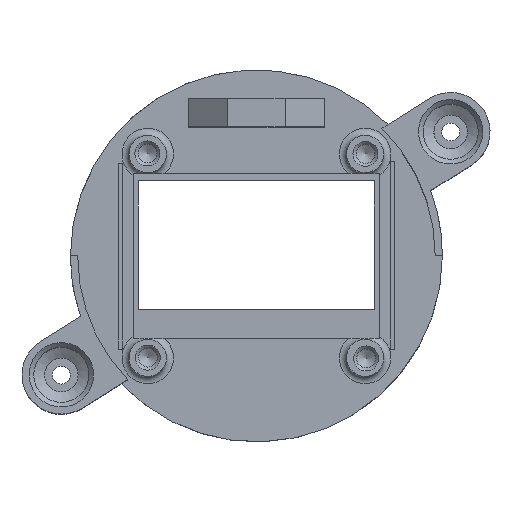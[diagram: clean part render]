
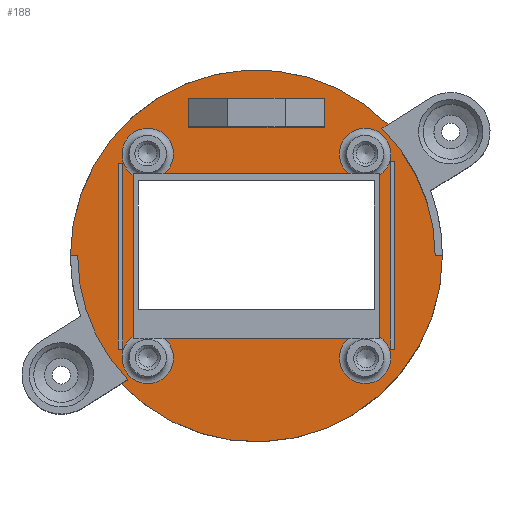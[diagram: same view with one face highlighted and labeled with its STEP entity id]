
A CAD part, top view. The second image highlights one B-rep face of the part: STEP entity #188.
In plain terms, the highlighted planar face has unit normal (0, 0, 1).
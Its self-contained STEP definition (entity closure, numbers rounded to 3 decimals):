
#188=ADVANCED_FACE('',(#898,#900,#902,#904,#906),#908,.T.);
#898=FACE_BOUND('',#899,.T.);
#899=EDGE_LOOP('',(#1486,#1487,#1488,#1489,#1490,#1491,#1492,#1493));
#900=FACE_BOUND('',#901,.T.);
#901=EDGE_LOOP('',(#1494,#1495,#1496,#1497,#1498,#1499,#1500,#1501,#1502,#1503,#1504,
#1505));
#902=FACE_BOUND('',#903,.T.);
#903=EDGE_LOOP('',(#1506,#1507,#1508,#1509));
#904=FACE_BOUND('',#905,.T.);
#905=EDGE_LOOP('',(#1510,#1511,#1512,#1513));
#906=FACE_BOUND('',#907,.T.);
#907=EDGE_LOOP('',(#1514,#1515,#1516,#1517));
#908=PLANE('',#909);
#909=AXIS2_PLACEMENT_3D('',#910,#911,#912);
#910=CARTESIAN_POINT('',(0.,0.,4.5));
#911=DIRECTION('',(0.,0.,1.));
#912=DIRECTION('',(1.,0.,0.));
#1486=ORIENTED_EDGE('',*,*,#1792,.F.);
#1487=ORIENTED_EDGE('',*,*,#1793,.F.);
#1488=ORIENTED_EDGE('',*,*,#1794,.F.);
#1489=ORIENTED_EDGE('',*,*,#1777,.T.);
#1490=ORIENTED_EDGE('',*,*,#1773,.F.);
#1491=ORIENTED_EDGE('',*,*,#1771,.F.);
#1492=ORIENTED_EDGE('',*,*,#1768,.F.);
#1493=ORIENTED_EDGE('',*,*,#1791,.T.);
#1494=ORIENTED_EDGE('',*,*,#1795,.F.);
#1495=ORIENTED_EDGE('',*,*,#1796,.F.);
#1496=ORIENTED_EDGE('',*,*,#1797,.T.);
#1497=ORIENTED_EDGE('',*,*,#1798,.F.);
#1498=ORIENTED_EDGE('',*,*,#1799,.F.);
#1499=ORIENTED_EDGE('',*,*,#1800,.T.);
#1500=ORIENTED_EDGE('',*,*,#1801,.F.);
#1501=ORIENTED_EDGE('',*,*,#1802,.F.);
#1502=ORIENTED_EDGE('',*,*,#1803,.T.);
#1503=ORIENTED_EDGE('',*,*,#1804,.F.);
#1504=ORIENTED_EDGE('',*,*,#1805,.F.);
#1505=ORIENTED_EDGE('',*,*,#1806,.T.);
#1506=ORIENTED_EDGE('',*,*,#1807,.F.);
#1507=ORIENTED_EDGE('',*,*,#1808,.F.);
#1508=ORIENTED_EDGE('',*,*,#1809,.F.);
#1509=ORIENTED_EDGE('',*,*,#1810,.F.);
#1510=ORIENTED_EDGE('',*,*,#1811,.F.);
#1511=ORIENTED_EDGE('',*,*,#1812,.F.);
#1512=ORIENTED_EDGE('',*,*,#1813,.F.);
#1513=ORIENTED_EDGE('',*,*,#1814,.F.);
#1514=ORIENTED_EDGE('',*,*,#1815,.F.);
#1515=ORIENTED_EDGE('',*,*,#1816,.F.);
#1516=ORIENTED_EDGE('',*,*,#1817,.F.);
#1517=ORIENTED_EDGE('',*,*,#1818,.F.);
#1768=EDGE_CURVE('',#1950,#1952,#1953,.T.);
#1771=EDGE_CURVE('',#1952,#1956,#1957,.T.);
#1773=EDGE_CURVE('',#1956,#1959,#1960,.T.);
#1777=EDGE_CURVE('',#1963,#1959,#1966,.T.);
#1791=EDGE_CURVE('',#1950,#1990,#1992,.T.);
#1792=EDGE_CURVE('',#1993,#1990,#1994,.T.);
#1793=EDGE_CURVE('',#1995,#1993,#1996,.T.);
#1794=EDGE_CURVE('',#1963,#1995,#1997,.T.);
#1795=EDGE_CURVE('',#1998,#1999,#2000,.T.);
#1796=EDGE_CURVE('',#2001,#1998,#2002,.T.);
#1797=EDGE_CURVE('',#2001,#2003,#2004,.F.);
#1798=EDGE_CURVE('',#2005,#2003,#2006,.T.);
#1799=EDGE_CURVE('',#2007,#2005,#2008,.T.);
#1800=EDGE_CURVE('',#2007,#2009,#2010,.F.);
#1801=EDGE_CURVE('',#2011,#2009,#2012,.T.);
#1802=EDGE_CURVE('',#2013,#2011,#2014,.T.);
#1803=EDGE_CURVE('',#2013,#2015,#2016,.F.);
#1804=EDGE_CURVE('',#2017,#2015,#2018,.T.);
#1805=EDGE_CURVE('',#2019,#2017,#2020,.T.);
#1806=EDGE_CURVE('',#2019,#1999,#2021,.F.);
#1807=EDGE_CURVE('',#2022,#2023,#2024,.T.);
#1808=EDGE_CURVE('',#2025,#2022,#2026,.T.);
#1809=EDGE_CURVE('',#2027,#2025,#2028,.T.);
#1810=EDGE_CURVE('',#2023,#2027,#2029,.T.);
#1811=EDGE_CURVE('',#2030,#2031,#2032,.T.);
#1812=EDGE_CURVE('',#2033,#2030,#2034,.T.);
#1813=EDGE_CURVE('',#2035,#2033,#2036,.T.);
#1814=EDGE_CURVE('',#2031,#2035,#2037,.T.);
#1815=EDGE_CURVE('',#2038,#2039,#2040,.T.);
#1816=EDGE_CURVE('',#2041,#2038,#2042,.T.);
#1817=EDGE_CURVE('',#2043,#2041,#2044,.T.);
#1818=EDGE_CURVE('',#2039,#2043,#2045,.T.);
#1950=VERTEX_POINT('',#2287);
#1952=VERTEX_POINT('',#2291);
#1953=LINE('',#2292,#2293);
#1956=VERTEX_POINT('',#2301);
#1957=CIRCLE('',#2302,25.);
#1959=VERTEX_POINT('',#2309);
#1960=LINE('',#2310,#2311);
#1963=VERTEX_POINT('',#2317);
#1966=CIRCLE('',#2325,26.);
#1990=VERTEX_POINT('',#2381);
#1992=CIRCLE('',#2385,26.);
#1993=VERTEX_POINT('',#2389);
#1994=LINE('',#2390,#2391);
#1995=VERTEX_POINT('',#2393);
#1996=CIRCLE('',#2394,25.);
#1997=LINE('',#2398,#2399);
#1998=VERTEX_POINT('',#2401);
#1999=VERTEX_POINT('',#2402);
#2000=CIRCLE('',#2403,3.6);
#2001=VERTEX_POINT('',#2407);
#2002=CIRCLE('',#2408,3.6);
#2003=VERTEX_POINT('',#2412);
#2004=LINE('',#2413,#2414);
#2005=VERTEX_POINT('',#2416);
#2006=CIRCLE('',#2417,3.6);
#2007=VERTEX_POINT('',#2421);
#2008=CIRCLE('',#2422,3.6);
#2009=VERTEX_POINT('',#2426);
#2010=LINE('',#2427,#2428);
#2011=VERTEX_POINT('',#2430);
#2012=CIRCLE('',#2431,3.6);
#2013=VERTEX_POINT('',#2435);
#2014=CIRCLE('',#2436,3.6);
#2015=VERTEX_POINT('',#2440);
#2016=LINE('',#2441,#2442);
#2017=VERTEX_POINT('',#2444);
#2018=CIRCLE('',#2445,3.6);
#2019=VERTEX_POINT('',#2449);
#2020=CIRCLE('',#2450,3.6);
#2021=LINE('',#2454,#2455);
#2022=VERTEX_POINT('',#2457);
#2023=VERTEX_POINT('',#2458);
#2024=LINE('',#2459,#2460);
#2025=VERTEX_POINT('',#2462);
#2026=LINE('',#2463,#2464);
#2027=VERTEX_POINT('',#2466);
#2028=LINE('',#2467,#2468);
#2029=LINE('',#2470,#2471);
#2030=VERTEX_POINT('',#2473);
#2031=VERTEX_POINT('',#2474);
#2032=LINE('',#2475,#2476);
#2033=VERTEX_POINT('',#2478);
#2034=LINE('',#2479,#2480);
#2035=VERTEX_POINT('',#2482);
#2036=LINE('',#2483,#2484);
#2037=LINE('',#2486,#2487);
#2038=VERTEX_POINT('',#2489);
#2039=VERTEX_POINT('',#2490);
#2040=LINE('',#2491,#2492);
#2041=VERTEX_POINT('',#2494);
#2042=LINE('',#2495,#2496);
#2043=VERTEX_POINT('',#2498);
#2044=LINE('',#2499,#2500);
#2045=LINE('',#2502,#2503);
#2287=CARTESIAN_POINT('',(-18.865,-17.891,4.5));
#2291=CARTESIAN_POINT('',(-17.999,-17.35,4.5));
#2292=CARTESIAN_POINT('',(-18.865,-17.891,4.5));
#2293=VECTOR('',#2294,1.);
#2294=DIRECTION('',(0.848,0.529,0.));
#2301=CARTESIAN_POINT('',(-25.,0.,4.5));
#2302=AXIS2_PLACEMENT_3D('',#2303,#2304,#2305);
#2303=CARTESIAN_POINT('',(0.,0.,4.5));
#2304=DIRECTION('',(0.,0.,-1.));
#2305=DIRECTION('',(-0.72,-0.694,0.));
#2309=CARTESIAN_POINT('',(-26.,0.,4.5));
#2310=CARTESIAN_POINT('',(-25.,0.,4.5));
#2311=VECTOR('',#2312,1.);
#2312=DIRECTION('',(-1.,0.,0.));
#2317=CARTESIAN_POINT('',(18.421,18.349,4.5));
#2325=AXIS2_PLACEMENT_3D('',#2326,#2327,#2328);
#2326=CARTESIAN_POINT('',(0.,0.,4.5));
#2327=DIRECTION('',(0.,0.,1.));
#2328=DIRECTION('',(0.708,0.706,0.));
#2381=CARTESIAN_POINT('',(26.,0.,4.5));
#2385=AXIS2_PLACEMENT_3D('',#2386,#2387,#2388);
#2386=CARTESIAN_POINT('',(0.,0.,4.5));
#2387=DIRECTION('',(0.,0.,1.));
#2388=DIRECTION('',(-0.726,-0.688,0.));
#2389=CARTESIAN_POINT('',(25.,0.,4.5));
#2390=CARTESIAN_POINT('',(25.,0.,4.5));
#2391=VECTOR('',#2392,1.);
#2392=DIRECTION('',(1.,0.,0.));
#2393=CARTESIAN_POINT('',(17.55,17.805,4.5));
#2394=AXIS2_PLACEMENT_3D('',#2395,#2396,#2397);
#2395=CARTESIAN_POINT('',(0.,0.,4.5));
#2396=DIRECTION('',(0.,0.,-1.));
#2397=DIRECTION('',(0.702,0.712,0.));
#2398=CARTESIAN_POINT('',(18.421,18.349,4.5));
#2399=VECTOR('',#2400,1.);
#2400=DIRECTION('',(-0.848,-0.529,0.));
#2401=CARTESIAN_POINT('',(-11.6,14.25,4.5));
#2402=CARTESIAN_POINT('',(-17.25,11.291,4.5));
#2403=AXIS2_PLACEMENT_3D('',#2404,#2405,#2406);
#2404=CARTESIAN_POINT('',(-15.2,14.25,4.5));
#2405=DIRECTION('',(0.,0.,1.));
#2406=DIRECTION('',(1.,0.,0.));
#2407=CARTESIAN_POINT('',(-12.877,11.5,4.5));
#2408=AXIS2_PLACEMENT_3D('',#2409,#2410,#2411);
#2409=CARTESIAN_POINT('',(-15.2,14.25,4.5));
#2410=DIRECTION('',(0.,0.,1.));
#2411=DIRECTION('',(0.645,-0.764,0.));
#2412=CARTESIAN_POINT('',(12.877,11.5,4.5));
#2413=CARTESIAN_POINT('',(12.877,11.5,4.5));
#2414=VECTOR('',#2415,1.);
#2415=DIRECTION('',(-1.,0.,0.));
#2416=CARTESIAN_POINT('',(18.8,14.25,4.5));
#2417=AXIS2_PLACEMENT_3D('',#2418,#2419,#2420);
#2418=CARTESIAN_POINT('',(15.2,14.25,4.5));
#2419=DIRECTION('',(0.,0.,1.));
#2420=DIRECTION('',(1.,0.,0.));
#2421=CARTESIAN_POINT('',(17.25,11.291,4.5));
#2422=AXIS2_PLACEMENT_3D('',#2423,#2424,#2425);
#2423=CARTESIAN_POINT('',(15.2,14.25,4.5));
#2424=DIRECTION('',(0.,0.,1.));
#2425=DIRECTION('',(0.569,-0.822,0.));
#2426=CARTESIAN_POINT('',(17.25,-11.291,4.5));
#2427=CARTESIAN_POINT('',(17.25,-11.291,4.5));
#2428=VECTOR('',#2429,1.);
#2429=DIRECTION('',(0.,1.,0.));
#2430=CARTESIAN_POINT('',(18.8,-14.25,4.5));
#2431=AXIS2_PLACEMENT_3D('',#2432,#2433,#2434);
#2432=CARTESIAN_POINT('',(15.2,-14.25,4.5));
#2433=DIRECTION('',(0.,0.,1.));
#2434=DIRECTION('',(1.,0.,0.));
#2435=CARTESIAN_POINT('',(12.877,-11.5,4.5));
#2436=AXIS2_PLACEMENT_3D('',#2437,#2438,#2439);
#2437=CARTESIAN_POINT('',(15.2,-14.25,4.5));
#2438=DIRECTION('',(0.,0.,1.));
#2439=DIRECTION('',(-0.645,0.764,0.));
#2440=CARTESIAN_POINT('',(-12.877,-11.5,4.5));
#2441=CARTESIAN_POINT('',(-12.877,-11.5,4.5));
#2442=VECTOR('',#2443,1.);
#2443=DIRECTION('',(1.,0.,0.));
#2444=CARTESIAN_POINT('',(-11.6,-14.25,4.5));
#2445=AXIS2_PLACEMENT_3D('',#2446,#2447,#2448);
#2446=CARTESIAN_POINT('',(-15.2,-14.25,4.5));
#2447=DIRECTION('',(0.,0.,1.));
#2448=DIRECTION('',(1.,0.,0.));
#2449=CARTESIAN_POINT('',(-17.25,-11.291,4.5));
#2450=AXIS2_PLACEMENT_3D('',#2451,#2452,#2453);
#2451=CARTESIAN_POINT('',(-15.2,-14.25,4.5));
#2452=DIRECTION('',(0.,0.,1.));
#2453=DIRECTION('',(-0.569,0.822,0.));
#2454=CARTESIAN_POINT('',(-17.25,11.291,4.5));
#2455=VECTOR('',#2456,1.);
#2456=DIRECTION('',(0.,-1.,0.));
#2457=CARTESIAN_POINT('',(9.5,18.,4.5));
#2458=CARTESIAN_POINT('',(9.5,22.,4.5));
#2459=CARTESIAN_POINT('',(9.5,18.,4.5));
#2460=VECTOR('',#2461,1.);
#2461=DIRECTION('',(0.,1.,0.));
#2462=CARTESIAN_POINT('',(-9.5,18.,4.5));
#2463=CARTESIAN_POINT('',(-9.5,18.,4.5));
#2464=VECTOR('',#2465,1.);
#2465=DIRECTION('',(1.,0.,0.));
#2466=CARTESIAN_POINT('',(-9.5,22.,4.5));
#2467=CARTESIAN_POINT('',(-9.5,22.,4.5));
#2468=VECTOR('',#2469,1.);
#2469=DIRECTION('',(0.,-1.,0.));
#2470=CARTESIAN_POINT('',(9.5,22.,4.5));
#2471=VECTOR('',#2472,1.);
#2472=DIRECTION('',(-1.,0.,0.));
#2473=CARTESIAN_POINT('',(-18.7,12.978,4.5));
#2474=CARTESIAN_POINT('',(-19.3,12.978,4.5));
#2475=CARTESIAN_POINT('',(-18.7,12.978,4.5));
#2476=VECTOR('',#2477,1.);
#2477=DIRECTION('',(-1.,0.,0.));
#2478=CARTESIAN_POINT('',(-18.7,-13.022,4.5));
#2479=CARTESIAN_POINT('',(-18.7,-13.022,4.5));
#2480=VECTOR('',#2481,1.);
#2481=DIRECTION('',(0.,1.,0.));
#2482=CARTESIAN_POINT('',(-19.3,-13.022,4.5));
#2483=CARTESIAN_POINT('',(-19.3,-13.022,4.5));
#2484=VECTOR('',#2485,1.);
#2485=DIRECTION('',(1.,0.,0.));
#2486=CARTESIAN_POINT('',(-19.3,12.978,4.5));
#2487=VECTOR('',#2488,1.);
#2488=DIRECTION('',(0.,-1.,0.));
#2489=CARTESIAN_POINT('',(19.3,13.246,4.5));
#2490=CARTESIAN_POINT('',(18.7,13.246,4.5));
#2491=CARTESIAN_POINT('',(19.3,13.246,4.5));
#2492=VECTOR('',#2493,1.);
#2493=DIRECTION('',(-1.,0.,0.));
#2494=CARTESIAN_POINT('',(19.3,-13.022,4.5));
#2495=CARTESIAN_POINT('',(19.3,-13.022,4.5));
#2496=VECTOR('',#2497,1.);
#2497=DIRECTION('',(0.,1.,0.));
#2498=CARTESIAN_POINT('',(18.7,-13.022,4.5));
#2499=CARTESIAN_POINT('',(18.7,-13.022,4.5));
#2500=VECTOR('',#2501,1.);
#2501=DIRECTION('',(1.,0.,0.));
#2502=CARTESIAN_POINT('',(18.7,13.246,4.5));
#2503=VECTOR('',#2504,1.);
#2504=DIRECTION('',(0.,-1.,0.));
